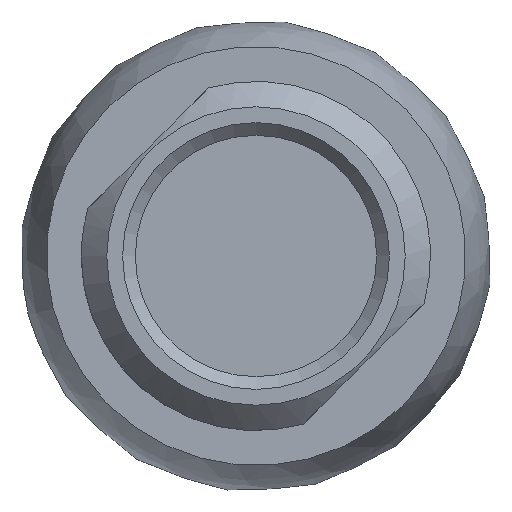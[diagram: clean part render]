
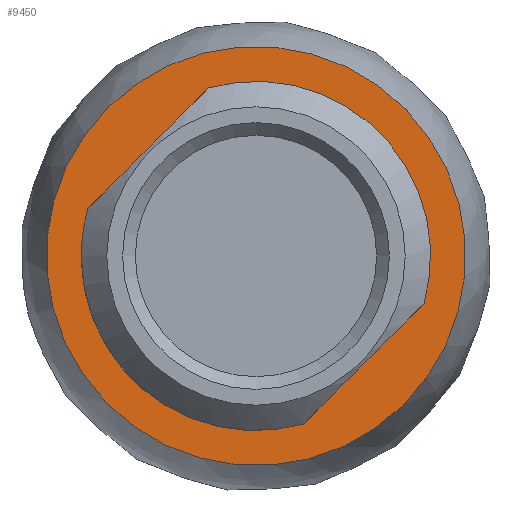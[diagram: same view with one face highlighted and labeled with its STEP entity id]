
A CAD part, left-side view. The second image highlights one B-rep face of the part: STEP entity #9450.
In plain terms, the highlighted planar face has unit normal (-1, 0, 0).
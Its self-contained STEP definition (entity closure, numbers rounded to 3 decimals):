
#364=FACE_BOUND('',#1558,.T.);
#517=PLANE('',#9821);
#1012=FACE_OUTER_BOUND('',#1557,.T.);
#1557=EDGE_LOOP('',(#8362));
#1558=EDGE_LOOP('',(#8363,#8364,#8365,#8366));
#2269=CIRCLE('',#9492,13.75);
#2392=CIRCLE('',#9819,16.5);
#2394=CIRCLE('',#9822,13.75);
#2907=LINE('',#66785,#3422);
#2908=LINE('',#66788,#3423);
#3422=VECTOR('',#11025,10.);
#3423=VECTOR('',#11028,10.);
#3437=VERTEX_POINT('',#11129);
#3438=VERTEX_POINT('',#11130);
#4323=VERTEX_POINT('',#66780);
#4324=VERTEX_POINT('',#66784);
#4325=VERTEX_POINT('',#66786);
#4340=EDGE_CURVE('',#3437,#3438,#2269,.T.);
#5673=EDGE_CURVE('',#4323,#4323,#2392,.T.);
#5675=EDGE_CURVE('',#3437,#4324,#2907,.T.);
#5676=EDGE_CURVE('',#4325,#4324,#2394,.T.);
#5677=EDGE_CURVE('',#4325,#3438,#2908,.T.);
#8362=ORIENTED_EDGE('',*,*,#5673,.T.);
#8363=ORIENTED_EDGE('',*,*,#5675,.T.);
#8364=ORIENTED_EDGE('',*,*,#5676,.F.);
#8365=ORIENTED_EDGE('',*,*,#5677,.T.);
#8366=ORIENTED_EDGE('',*,*,#4340,.F.);
#9450=ADVANCED_FACE('',(#1012,#364),#517,.T.);
#9492=AXIS2_PLACEMENT_3D('',#11131,#9860,#9861);
#9819=AXIS2_PLACEMENT_3D('',#66781,#11019,#11020);
#9821=AXIS2_PLACEMENT_3D('',#66783,#11023,#11024);
#9822=AXIS2_PLACEMENT_3D('',#66787,#11026,#11027);
#9860=DIRECTION('center_axis',(-1.,0.,0.));
#9861=DIRECTION('ref_axis',(0.,1.,0.));
#11019=DIRECTION('center_axis',(-1.,0.,0.));
#11020=DIRECTION('ref_axis',(0.,0.251,0.968));
#11023=DIRECTION('center_axis',(-1.,0.,0.));
#11024=DIRECTION('ref_axis',(0.,-0.968,0.251));
#11025=DIRECTION('',(0.,-0.707,0.707));
#11026=DIRECTION('center_axis',(-1.,0.,0.));
#11027=DIRECTION('ref_axis',(0.,1.,0.));
#11028=DIRECTION('',(0.,0.707,-0.707));
#11129=CARTESIAN_POINT('',(5.,13.232,3.739));
#11130=CARTESIAN_POINT('',(5.,-3.739,-13.232));
#11131=CARTESIAN_POINT('Origin',(5.,0.,0.));
#66780=CARTESIAN_POINT('',(5.,15.97,-4.147));
#66781=CARTESIAN_POINT('Origin',(5.,0.,
0.));
#66783=CARTESIAN_POINT('Origin',(5.,3.82,14.712));
#66784=CARTESIAN_POINT('',(5.,3.739,13.232));
#66785=CARTESIAN_POINT('',(5.,13.232,3.739));
#66786=CARTESIAN_POINT('',(5.,-13.232,-3.739));
#66787=CARTESIAN_POINT('Origin',(5.,0.,0.));
#66788=CARTESIAN_POINT('',(5.,-13.232,-3.739));
